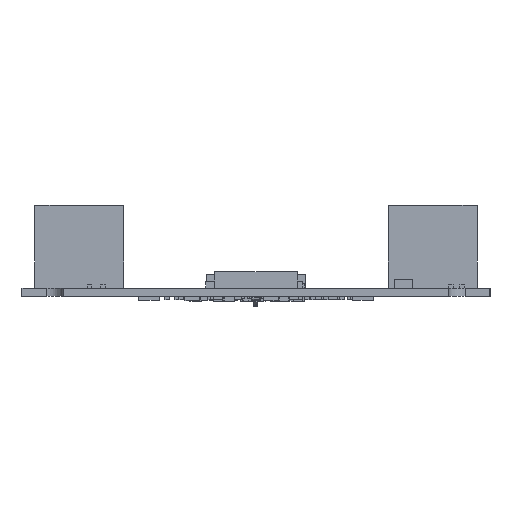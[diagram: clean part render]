
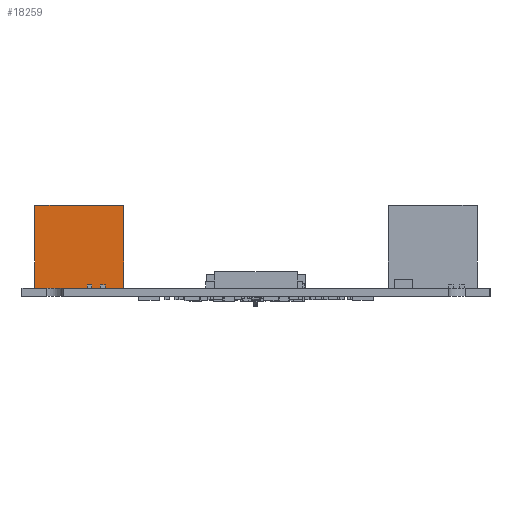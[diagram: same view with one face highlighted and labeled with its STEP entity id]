
A CAD part, left-side view. The second image highlights one B-rep face of the part: STEP entity #18259.
In plain terms, the highlighted planar face has unit normal (-1, 0, 0).
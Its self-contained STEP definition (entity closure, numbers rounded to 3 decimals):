
#18259 = ADVANCED_FACE('',(#18260),#18294,.T.);
#18260 = FACE_BOUND('',#18261,.T.);
#18261 = EDGE_LOOP('',(#18262,#18272,#18280,#18288));
#18262 = ORIENTED_EDGE('',*,*,#18263,.T.);
#18263 = EDGE_CURVE('',#18264,#18266,#18268,.T.);
#18264 = VERTEX_POINT('',#18265);
#18265 = CARTESIAN_POINT('',(-12.699,-5.369,0.));
#18266 = VERTEX_POINT('',#18267);
#18267 = CARTESIAN_POINT('',(-12.699,-5.369,10.));
#18268 = LINE('',#18269,#18270);
#18269 = CARTESIAN_POINT('',(-12.699,-5.369,0.));
#18270 = VECTOR('',#18271,1.);
#18271 = DIRECTION('',(0.,0.,1.));
#18272 = ORIENTED_EDGE('',*,*,#18273,.T.);
#18273 = EDGE_CURVE('',#18266,#18274,#18276,.T.);
#18274 = VERTEX_POINT('',#18275);
#18275 = CARTESIAN_POINT('',(-12.699,5.369,10.));
#18276 = LINE('',#18277,#18278);
#18277 = CARTESIAN_POINT('',(-12.699,-5.369,10.));
#18278 = VECTOR('',#18279,1.);
#18279 = DIRECTION('',(0.,1.,0.));
#18280 = ORIENTED_EDGE('',*,*,#18281,.F.);
#18281 = EDGE_CURVE('',#18282,#18274,#18284,.T.);
#18282 = VERTEX_POINT('',#18283);
#18283 = CARTESIAN_POINT('',(-12.699,5.369,0.));
#18284 = LINE('',#18285,#18286);
#18285 = CARTESIAN_POINT('',(-12.699,5.369,0.));
#18286 = VECTOR('',#18287,1.);
#18287 = DIRECTION('',(0.,0.,1.));
#18288 = ORIENTED_EDGE('',*,*,#18289,.F.);
#18289 = EDGE_CURVE('',#18264,#18282,#18290,.T.);
#18290 = LINE('',#18291,#18292);
#18291 = CARTESIAN_POINT('',(-12.699,-5.369,0.));
#18292 = VECTOR('',#18293,1.);
#18293 = DIRECTION('',(0.,1.,0.));
#18294 = PLANE('',#18295);
#18295 = AXIS2_PLACEMENT_3D('',#18296,#18297,#18298);
#18296 = CARTESIAN_POINT('',(-12.699,-5.369,0.));
#18297 = DIRECTION('',(-1.,0.,0.));
#18298 = DIRECTION('',(0.,1.,0.));
